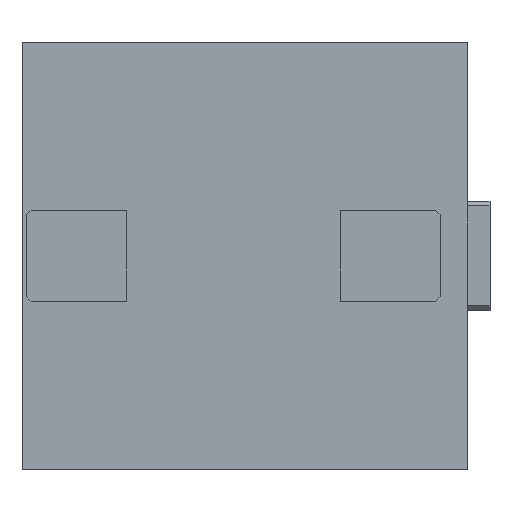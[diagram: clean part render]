
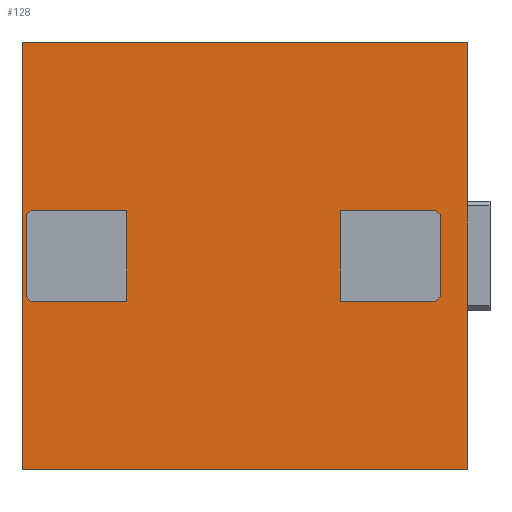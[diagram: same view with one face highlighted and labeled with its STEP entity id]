
A CAD part, top view. The second image highlights one B-rep face of the part: STEP entity #128.
In plain terms, the highlighted planar face has unit normal (0, 0, 1).
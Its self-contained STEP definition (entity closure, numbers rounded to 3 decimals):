
#128=ADVANCED_FACE('',(#249,#250,#251),#195,.F.);
#195=PLANE('',#1232);
#249=FACE_BOUND('',#279,.T.);
#250=FACE_BOUND('',#280,.T.);
#251=FACE_BOUND('',#281,.T.);
#279=EDGE_LOOP('',(#363,#364,#365,#366,#367,#368));
#280=EDGE_LOOP('',(#369,#370,#371,#372,#373,#374));
#281=EDGE_LOOP('',(#375,#376,#377,#378,#379,#380));
#363=ORIENTED_EDGE('',*,*,#783,.T.);
#364=ORIENTED_EDGE('',*,*,#784,.T.);
#365=ORIENTED_EDGE('',*,*,#785,.T.);
#366=ORIENTED_EDGE('',*,*,#786,.F.);
#367=ORIENTED_EDGE('',*,*,#787,.F.);
#368=ORIENTED_EDGE('',*,*,#788,.T.);
#369=ORIENTED_EDGE('',*,*,#789,.T.);
#370=ORIENTED_EDGE('',*,*,#790,.T.);
#371=ORIENTED_EDGE('',*,*,#791,.T.);
#372=ORIENTED_EDGE('',*,*,#792,.T.);
#373=ORIENTED_EDGE('',*,*,#793,.T.);
#374=ORIENTED_EDGE('',*,*,#794,.T.);
#375=ORIENTED_EDGE('',*,*,#795,.F.);
#376=ORIENTED_EDGE('',*,*,#796,.F.);
#377=ORIENTED_EDGE('',*,*,#797,.F.);
#378=ORIENTED_EDGE('',*,*,#798,.F.);
#379=ORIENTED_EDGE('',*,*,#799,.F.);
#380=ORIENTED_EDGE('',*,*,#800,.F.);
#675=VERTEX_POINT('',#1654);
#676=VERTEX_POINT('',#1655);
#677=VERTEX_POINT('',#1657);
#678=VERTEX_POINT('',#1659);
#679=VERTEX_POINT('',#1661);
#680=VERTEX_POINT('',#1663);
#681=VERTEX_POINT('',#1666);
#682=VERTEX_POINT('',#1667);
#683=VERTEX_POINT('',#1669);
#684=VERTEX_POINT('',#1671);
#685=VERTEX_POINT('',#1673);
#686=VERTEX_POINT('',#1675);
#687=VERTEX_POINT('',#1678);
#688=VERTEX_POINT('',#1679);
#689=VERTEX_POINT('',#1681);
#690=VERTEX_POINT('',#1683);
#691=VERTEX_POINT('',#1685);
#692=VERTEX_POINT('',#1687);
#783=EDGE_CURVE('',#675,#676,#939,.T.);
#784=EDGE_CURVE('',#676,#677,#940,.T.);
#785=EDGE_CURVE('',#677,#678,#941,.T.);
#786=EDGE_CURVE('',#679,#678,#942,.T.);
#787=EDGE_CURVE('',#680,#679,#943,.T.);
#788=EDGE_CURVE('',#680,#675,#944,.T.);
#789=EDGE_CURVE('',#681,#682,#945,.T.);
#790=EDGE_CURVE('',#682,#683,#946,.T.);
#791=EDGE_CURVE('',#683,#684,#947,.T.);
#792=EDGE_CURVE('',#684,#685,#948,.T.);
#793=EDGE_CURVE('',#685,#686,#949,.T.);
#794=EDGE_CURVE('',#686,#681,#950,.T.);
#795=EDGE_CURVE('',#687,#688,#951,.T.);
#796=EDGE_CURVE('',#689,#687,#952,.T.);
#797=EDGE_CURVE('',#690,#689,#953,.T.);
#798=EDGE_CURVE('',#691,#690,#954,.T.);
#799=EDGE_CURVE('',#692,#691,#955,.T.);
#800=EDGE_CURVE('',#688,#692,#956,.T.);
#939=LINE('',#1653,#1069);
#940=LINE('',#1656,#1070);
#941=LINE('',#1658,#1071);
#942=LINE('',#1660,#1072);
#943=LINE('',#1662,#1073);
#944=LINE('',#1664,#1074);
#945=LINE('',#1665,#1075);
#946=LINE('',#1668,#1076);
#947=LINE('',#1670,#1077);
#948=LINE('',#1672,#1078);
#949=LINE('',#1674,#1079);
#950=LINE('',#1676,#1080);
#951=LINE('',#1677,#1081);
#952=LINE('',#1680,#1082);
#953=LINE('',#1682,#1083);
#954=LINE('',#1684,#1084);
#955=LINE('',#1686,#1085);
#956=LINE('',#1688,#1086);
#1069=VECTOR('',#1332,1.);
#1070=VECTOR('',#1333,1.);
#1071=VECTOR('',#1334,1.);
#1072=VECTOR('',#1335,1.);
#1073=VECTOR('',#1336,1.);
#1074=VECTOR('',#1337,1.);
#1075=VECTOR('',#1338,1.);
#1076=VECTOR('',#1339,1.);
#1077=VECTOR('',#1340,1.);
#1078=VECTOR('',#1341,1.);
#1079=VECTOR('',#1342,1.);
#1080=VECTOR('',#1343,1.);
#1081=VECTOR('',#1344,1.);
#1082=VECTOR('',#1345,1.);
#1083=VECTOR('',#1346,1.);
#1084=VECTOR('',#1347,1.);
#1085=VECTOR('',#1348,1.);
#1086=VECTOR('',#1349,1.);
#1232=AXIS2_PLACEMENT_3D('',#1689,#1350,#1351);
#1332=DIRECTION('',(0.,1.,0.));
#1333=DIRECTION('',(0.,1.,0.));
#1334=DIRECTION('',(0.,1.,0.));
#1335=DIRECTION('',(1.,0.,0.));
#1336=DIRECTION('',(0.,1.,0.));
#1337=DIRECTION('',(1.,0.,0.));
#1338=DIRECTION('',(0.707,0.707,0.));
#1339=DIRECTION('',(1.,0.,0.));
#1340=DIRECTION('',(0.,-1.,0.));
#1341=DIRECTION('',(-1.,0.,0.));
#1342=DIRECTION('',(-0.707,0.707,0.));
#1343=DIRECTION('',(0.,1.,0.));
#1344=DIRECTION('',(0.,1.,0.));
#1345=DIRECTION('',(0.707,0.707,0.));
#1346=DIRECTION('',(1.,0.,0.));
#1347=DIRECTION('',(0.,-1.,0.));
#1348=DIRECTION('',(-1.,0.,0.));
#1349=DIRECTION('',(-0.707,0.707,0.));
#1350=DIRECTION('',(0.,0.,-1.));
#1351=DIRECTION('',(-1.,0.,0.));
#1653=CARTESIAN_POINT('',(0.,-47.,0.));
#1654=CARTESIAN_POINT('',(0.,-47.,0.));
#1655=CARTESIAN_POINT('',(0.,-12.,0.));
#1656=CARTESIAN_POINT('',(0.,-47.,0.));
#1657=CARTESIAN_POINT('',(0.,12.,0.));
#1658=CARTESIAN_POINT('',(0.,-47.,0.));
#1659=CARTESIAN_POINT('',(0.,47.,0.));
#1660=CARTESIAN_POINT('',(-98.,47.,0.));
#1661=CARTESIAN_POINT('',(-98.,47.,0.));
#1662=CARTESIAN_POINT('',(-98.,-47.,0.));
#1663=CARTESIAN_POINT('',(-98.,-47.,0.));
#1664=CARTESIAN_POINT('',(-98.,-47.,0.));
#1665=CARTESIAN_POINT('',(-96.,10.,0.));
#1666=CARTESIAN_POINT('',(-97.,9.,0.));
#1667=CARTESIAN_POINT('',(-96.,10.,0.));
#1668=CARTESIAN_POINT('',(-75.,10.,0.));
#1669=CARTESIAN_POINT('',(-75.,10.,0.));
#1670=CARTESIAN_POINT('',(-75.,10.,0.));
#1671=CARTESIAN_POINT('',(-75.,-10.,0.));
#1672=CARTESIAN_POINT('',(-96.,-10.,0.));
#1673=CARTESIAN_POINT('',(-96.,-10.,0.));
#1674=CARTESIAN_POINT('',(-97.,-9.,0.));
#1675=CARTESIAN_POINT('',(-97.,-9.,0.));
#1676=CARTESIAN_POINT('',(-97.,9.,0.));
#1677=CARTESIAN_POINT('',(-6.,-9.,0.));
#1678=CARTESIAN_POINT('',(-6.,-9.,0.));
#1679=CARTESIAN_POINT('',(-6.,9.,0.));
#1680=CARTESIAN_POINT('',(-7.,-10.,0.));
#1681=CARTESIAN_POINT('',(-7.,-10.,0.));
#1682=CARTESIAN_POINT('',(-28.,-10.,0.));
#1683=CARTESIAN_POINT('',(-28.,-10.,0.));
#1684=CARTESIAN_POINT('',(-28.,10.,0.));
#1685=CARTESIAN_POINT('',(-28.,10.,0.));
#1686=CARTESIAN_POINT('',(-7.,10.,0.));
#1687=CARTESIAN_POINT('',(-7.,10.,0.));
#1688=CARTESIAN_POINT('',(-6.,9.,0.));
#1689=CARTESIAN_POINT('',(-98.,-47.,0.));
